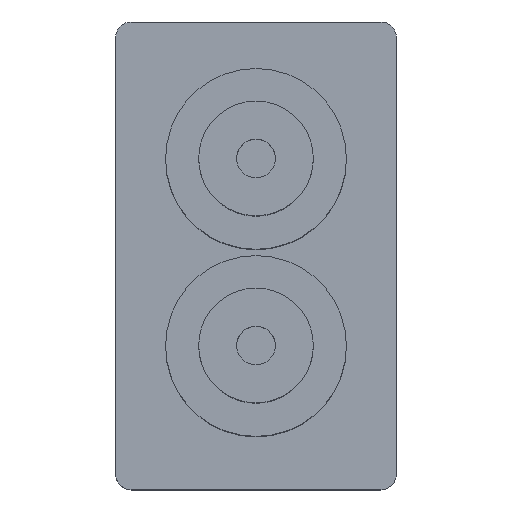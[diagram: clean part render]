
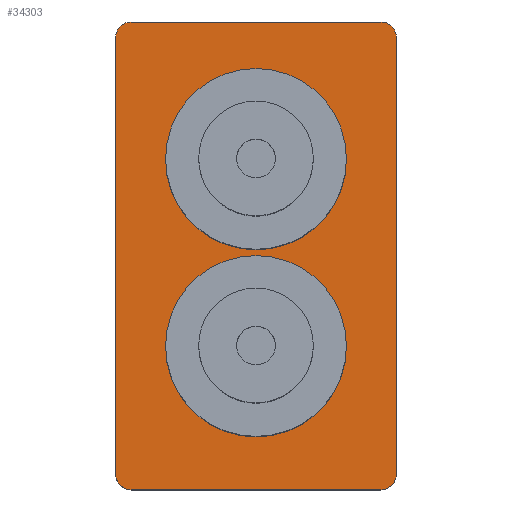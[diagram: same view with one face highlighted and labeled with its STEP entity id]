
A CAD part, top view. The second image highlights one B-rep face of the part: STEP entity #34303.
In plain terms, the highlighted planar face has unit normal (0, 0, 1).
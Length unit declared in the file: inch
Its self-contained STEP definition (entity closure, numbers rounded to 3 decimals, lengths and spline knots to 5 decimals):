
#26733=DIRECTION('',(0.,-1.,0.));
#26734=VECTOR('',#26733,0.7);
#26735=CARTESIAN_POINT('',(-0.225,0.725,0.));
#26736=LINE('',#26735,#26734);
#27325=CARTESIAN_POINT('',(0.,0.525,0.));
#27326=DIRECTION('',(0.,0.,-1.));
#27327=DIRECTION('',(-1.,0.,0.));
#27328=AXIS2_PLACEMENT_3D('',#27325,#27326,#27327);
#27330=CARTESIAN_POINT('',(0.,0.525,0.));
#27331=DIRECTION('',(0.,0.,-1.));
#27332=DIRECTION('',(1.,0.,0.));
#27333=AXIS2_PLACEMENT_3D('',#27330,#27331,#27332);
#27335=CARTESIAN_POINT('',(0.,0.225,0.));
#27336=DIRECTION('',(0.,0.,-1.));
#27337=DIRECTION('',(1.,0.,0.));
#27338=AXIS2_PLACEMENT_3D('',#27335,#27336,#27337);
#27340=CARTESIAN_POINT('',(0.,0.225,0.));
#27341=DIRECTION('',(0.,0.,-1.));
#27342=DIRECTION('',(-1.,0.,0.));
#27343=AXIS2_PLACEMENT_3D('',#27340,#27341,#27342);
#27345=CARTESIAN_POINT('',(0.2,0.725,0.));
#27346=DIRECTION('',(0.,0.,1.));
#27347=DIRECTION('',(1.,0.,0.));
#27348=AXIS2_PLACEMENT_3D('',#27345,#27346,#27347);
#27350=CARTESIAN_POINT('',(0.2,0.025,0.));
#27351=DIRECTION('',(0.,0.,1.));
#27352=DIRECTION('',(0.,-1.,0.));
#27353=AXIS2_PLACEMENT_3D('',#27350,#27351,#27352);
#27355=CARTESIAN_POINT('',(-0.2,0.025,0.));
#27356=DIRECTION('',(0.,0.,1.));
#27357=DIRECTION('',(-1.,0.,0.));
#27358=AXIS2_PLACEMENT_3D('',#27355,#27356,#27357);
#27360=CARTESIAN_POINT('',(-0.2,0.725,0.));
#27361=DIRECTION('',(0.,0.,1.));
#27362=DIRECTION('',(0.,1.,0.));
#27363=AXIS2_PLACEMENT_3D('',#27360,#27361,#27362);
#27365=DIRECTION('',(1.,0.,0.));
#27366=VECTOR('',#27365,0.4);
#27367=CARTESIAN_POINT('',(-0.2,0.75,0.));
#27368=LINE('',#27367,#27366);
#27580=DIRECTION('',(1.,0.,0.));
#27581=VECTOR('',#27580,0.4);
#27582=CARTESIAN_POINT('',(-0.2,0.,0.));
#27583=LINE('',#27582,#27581);
#27624=DIRECTION('',(0.,-1.,0.));
#27625=VECTOR('',#27624,0.7);
#27626=CARTESIAN_POINT('',(0.225,0.725,0.));
#27627=LINE('',#27626,#27625);
#32243=CARTESIAN_POINT('',(-0.101,0.525,0.));
#32244=CARTESIAN_POINT('',(0.101,0.525,0.));
#32245=VERTEX_POINT('',#32243);
#32246=VERTEX_POINT('',#32244);
#32251=CARTESIAN_POINT('',(0.101,0.225,0.));
#32252=CARTESIAN_POINT('',(-0.101,0.225,0.));
#32253=VERTEX_POINT('',#32251);
#32254=VERTEX_POINT('',#32252);
#32285=CARTESIAN_POINT('',(0.225,0.725,0.));
#32286=CARTESIAN_POINT('',(0.2,0.75,0.));
#32287=VERTEX_POINT('',#32285);
#32288=VERTEX_POINT('',#32286);
#32294=CARTESIAN_POINT('',(-0.2,0.75,0.));
#32295=VERTEX_POINT('',#32294);
#32296=CARTESIAN_POINT('',(-0.225,0.725,0.));
#32297=VERTEX_POINT('',#32296);
#32298=CARTESIAN_POINT('',(-0.225,0.025,0.));
#32299=CARTESIAN_POINT('',(-0.2,0.,0.));
#32300=VERTEX_POINT('',#32298);
#32301=VERTEX_POINT('',#32299);
#32307=CARTESIAN_POINT('',(0.2,0.,0.));
#32308=VERTEX_POINT('',#32307);
#32309=CARTESIAN_POINT('',(0.225,0.025,0.));
#32310=VERTEX_POINT('',#32309);
#34271=CARTESIAN_POINT('',(-0.225,0.75,0.));
#34272=DIRECTION('',(0.,0.,1.));
#34273=DIRECTION('',(0.,-1.,0.));
#34274=AXIS2_PLACEMENT_3D('',#34271,#34272,#34273);
#34275=PLANE('',#34274);
#34276=ORIENTED_EDGE('',*,*,#34261,.F.);
#34278=ORIENTED_EDGE('',*,*,#34277,.T.);
#34280=ORIENTED_EDGE('',*,*,#34279,.F.);
#34282=ORIENTED_EDGE('',*,*,#34281,.F.);
#34284=ORIENTED_EDGE('',*,*,#34283,.F.);
#34285=ORIENTED_EDGE('',*,*,#33936,.F.);
#34286=ORIENTED_EDGE('',*,*,#34232,.F.);
#34288=ORIENTED_EDGE('',*,*,#34287,.T.);
#34289=EDGE_LOOP('',(#34276,#34278,#34280,#34282,#34284,#34285,#34286,#34288));
#34290=FACE_OUTER_BOUND('',#34289,.F.);
#34292=ORIENTED_EDGE('',*,*,#34291,.F.);
#34294=ORIENTED_EDGE('',*,*,#34293,.F.);
#34295=EDGE_LOOP('',(#34292,#34294));
#34296=FACE_BOUND('',#34295,.F.);
#34298=ORIENTED_EDGE('',*,*,#34297,.F.);
#34300=ORIENTED_EDGE('',*,*,#34299,.F.);
#34301=EDGE_LOOP('',(#34298,#34300));
#34302=FACE_BOUND('',#34301,.F.);
#34303=ADVANCED_FACE('',(#34290,#34296,#34302),#34275,.T.);
#27329=CIRCLE('',#27328,0.101);
#27334=CIRCLE('',#27333,0.101);
#27339=CIRCLE('',#27338,0.101);
#27344=CIRCLE('',#27343,0.101);
#27349=CIRCLE('',#27348,0.025);
#27354=CIRCLE('',#27353,0.025);
#27359=CIRCLE('',#27358,0.025);
#27364=CIRCLE('',#27363,0.025);
#33936=EDGE_CURVE('',#32297,#32300,#26736,.T.);
#34232=EDGE_CURVE('',#32295,#32297,#27364,.T.);
#34261=EDGE_CURVE('',#32287,#32288,#27349,.T.);
#34277=EDGE_CURVE('',#32287,#32310,#27627,.T.);
#34279=EDGE_CURVE('',#32308,#32310,#27354,.T.);
#34281=EDGE_CURVE('',#32301,#32308,#27583,.T.);
#34283=EDGE_CURVE('',#32300,#32301,#27359,.T.);
#34287=EDGE_CURVE('',#32295,#32288,#27368,.T.);
#34291=EDGE_CURVE('',#32253,#32254,#27339,.T.);
#34293=EDGE_CURVE('',#32254,#32253,#27344,.T.);
#34297=EDGE_CURVE('',#32245,#32246,#27329,.T.);
#34299=EDGE_CURVE('',#32246,#32245,#27334,.T.);
